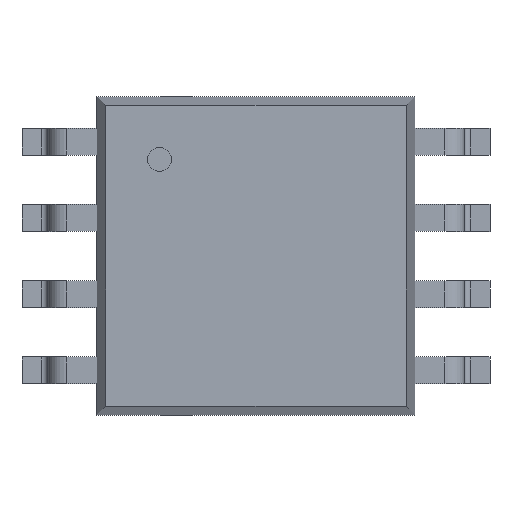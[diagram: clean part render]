
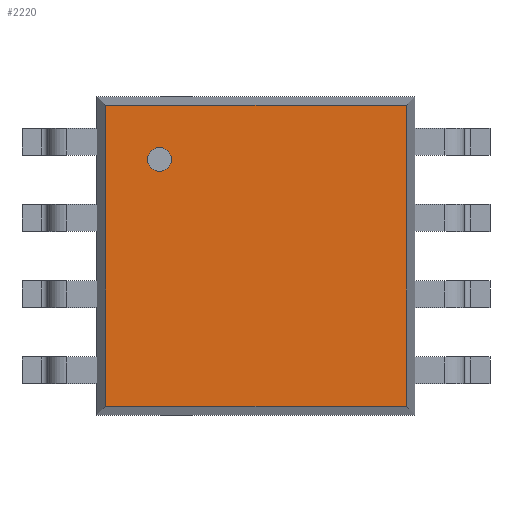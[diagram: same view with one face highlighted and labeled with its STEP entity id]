
A CAD part, top view. The second image highlights one B-rep face of the part: STEP entity #2220.
In plain terms, the highlighted planar face has unit normal (0, 0, 1).
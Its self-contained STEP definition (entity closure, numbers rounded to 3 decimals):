
#27=VECTOR('',#28,1.);
#28=DIRECTION('',(0.,-1.,0.));
#83=VECTOR('',#84,1.);
#84=DIRECTION('',(1.,0.,0.));
#90=VECTOR('',#91,1.);
#91=DIRECTION('',(0.,1.,0.));
#95=VECTOR('',#96,1.);
#96=DIRECTION('',(-1.,0.,0.));
#99=DIRECTION('',(0.,0.,-1.));
#100=DIRECTION('',(0.707,-0.707,0.));
#1231=VERTEX_POINT('',#1232);
#1232=CARTESIAN_POINT('',(2.508,2.508,2.16));
#1234=ORIENTED_EDGE('',*,*,#1235,.F.);
#1235=EDGE_CURVE('',#1236,#1231,#1238,.T.);
#1236=VERTEX_POINT('',#1237);
#1237=CARTESIAN_POINT('',(2.508,-2.508,2.16));
#1238=LINE('',#1237,#90);
#1249=VERTEX_POINT('',#1250);
#1250=CARTESIAN_POINT('',(-2.508,2.508,2.16));
#1252=ORIENTED_EDGE('',*,*,#1253,.F.);
#1253=EDGE_CURVE('',#1231,#1249,#1254,.T.);
#1254=LINE('',#1232,#95);
#1275=VERTEX_POINT('',#1276);
#1276=CARTESIAN_POINT('',(-2.508,-2.508,2.16));
#1278=ORIENTED_EDGE('',*,*,#1279,.F.);
#1279=EDGE_CURVE('',#1249,#1275,#1280,.T.);
#1280=LINE('',#1250,#27);
#1636=ORIENTED_EDGE('',*,*,#1637,.F.);
#1637=EDGE_CURVE('',#1275,#1236,#1638,.T.);
#1638=LINE('',#1276,#83);
#2220=ADVANCED_FACE('',(#2221,#2223),#2233,.F.);
#2221=FACE_BOUND('',#2222,.F.);
#2222=EDGE_LOOP('',(#1278,#1252,#1234,#1636));
#2223=FACE_BOUND('',#2224,.F.);
#2224=EDGE_LOOP('',(#2225));
#2225=ORIENTED_EDGE('',*,*,#2226,.F.);
#2226=EDGE_CURVE('',#2227,#2227,#2229,.T.);
#2227=VERTEX_POINT('',#2228);
#2228=CARTESIAN_POINT('',(-1.608,1.408,2.16));
#2229=CIRCLE('',#2230,0.2);
#2230=AXIS2_PLACEMENT_3D('',#2231,#2232,#28);
#2231=CARTESIAN_POINT('',(-1.608,1.608,2.16));
#2232=DIRECTION('',(0.,-0.,-1.));
#2233=PLANE('',#2234);
#2234=AXIS2_PLACEMENT_3D('',#1250,#99,#100);
